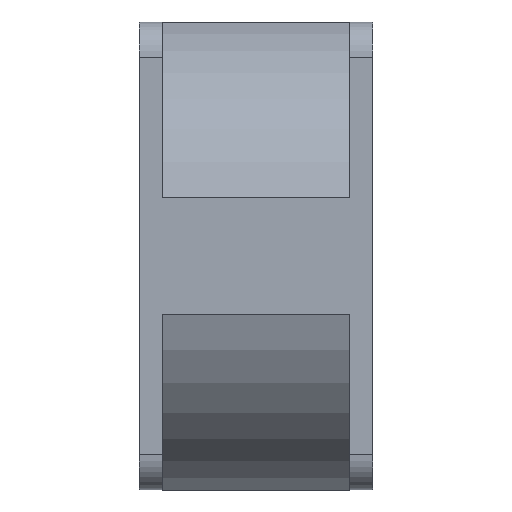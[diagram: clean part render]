
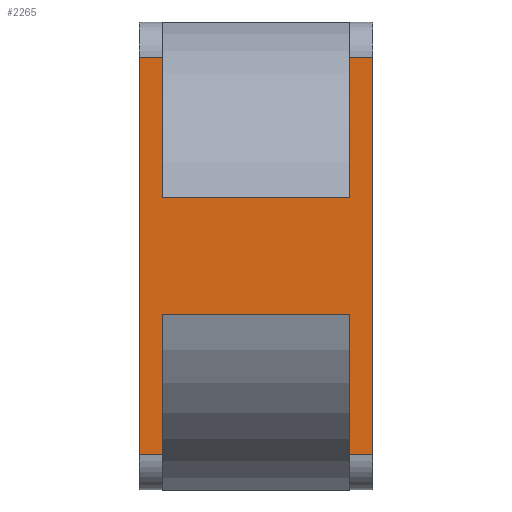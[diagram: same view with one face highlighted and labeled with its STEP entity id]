
A CAD part, left-side view. The second image highlights one B-rep face of the part: STEP entity #2265.
In plain terms, the highlighted planar face has unit normal (-1, 0, 0).
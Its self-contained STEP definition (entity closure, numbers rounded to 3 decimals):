
#207=FACE_OUTER_BOUND('',#349,.T.);
#349=EDGE_LOOP('',(#1915,#1916,#1917,#1918,#1919,#1920,#1921,#1922,#1923,
#1924,#1925,#1926));
#437=LINE('',#3412,#623);
#438=LINE('',#3418,#624);
#450=LINE('',#3461,#636);
#494=LINE('',#3591,#680);
#502=LINE('',#3614,#688);
#510=LINE('',#3643,#696);
#511=LINE('',#3645,#697);
#526=LINE('',#3685,#712);
#529=LINE('',#3696,#715);
#543=LINE('',#3763,#729);
#552=LINE('',#3790,#738);
#553=LINE('',#3792,#739);
#623=VECTOR('',#2725,10.);
#624=VECTOR('',#2730,10.);
#636=VECTOR('',#2774,10.);
#680=VECTOR('',#2900,10.);
#688=VECTOR('',#2922,10.);
#696=VECTOR('',#2954,10.);
#697=VECTOR('',#2957,10.);
#712=VECTOR('',#3008,10.);
#715=VECTOR('',#3019,10.);
#729=VECTOR('',#3091,10.);
#738=VECTOR('',#3124,10.);
#739=VECTOR('',#3127,10.);
#956=VERTEX_POINT('',#3406);
#958=VERTEX_POINT('',#3410);
#959=VERTEX_POINT('',#3414);
#961=VERTEX_POINT('',#3417);
#976=VERTEX_POINT('',#3459);
#1021=VERTEX_POINT('',#3590);
#1028=VERTEX_POINT('',#3611);
#1029=VERTEX_POINT('',#3613);
#1045=VERTEX_POINT('',#3684);
#1049=VERTEX_POINT('',#3694);
#1067=VERTEX_POINT('',#3749);
#1073=VERTEX_POINT('',#3761);
#1193=EDGE_CURVE('',#956,#958,#437,.T.);
#1195=EDGE_CURVE('',#959,#961,#438,.T.);
#1217=EDGE_CURVE('',#959,#976,#450,.T.);
#1283=EDGE_CURVE('',#1021,#956,#494,.T.);
#1295=EDGE_CURVE('',#1029,#1028,#502,.T.);
#1312=EDGE_CURVE('',#1029,#976,#510,.T.);
#1313=EDGE_CURVE('',#1021,#1028,#511,.T.);
#1333=EDGE_CURVE('',#1045,#961,#526,.T.);
#1339=EDGE_CURVE('',#958,#1049,#529,.T.);
#1372=EDGE_CURVE('',#1073,#1067,#543,.T.);
#1388=EDGE_CURVE('',#1067,#1049,#552,.T.);
#1389=EDGE_CURVE('',#1045,#1073,#553,.T.);
#1915=ORIENTED_EDGE('',*,*,#1333,.T.);
#1916=ORIENTED_EDGE('',*,*,#1195,.F.);
#1917=ORIENTED_EDGE('',*,*,#1217,.T.);
#1918=ORIENTED_EDGE('',*,*,#1312,.F.);
#1919=ORIENTED_EDGE('',*,*,#1295,.T.);
#1920=ORIENTED_EDGE('',*,*,#1313,.F.);
#1921=ORIENTED_EDGE('',*,*,#1283,.T.);
#1922=ORIENTED_EDGE('',*,*,#1193,.T.);
#1923=ORIENTED_EDGE('',*,*,#1339,.T.);
#1924=ORIENTED_EDGE('',*,*,#1388,.F.);
#1925=ORIENTED_EDGE('',*,*,#1372,.F.);
#1926=ORIENTED_EDGE('',*,*,#1389,.F.);
#2164=PLANE('',#2512);
#2265=ADVANCED_FACE('',(#207),#2164,.T.);
#2512=AXIS2_PLACEMENT_3D('',#3791,#3125,#3126);
#2725=DIRECTION('',(0.,-1.,0.));
#2730=DIRECTION('',(0.,-1.,0.));
#2774=DIRECTION('',(0.,0.,1.));
#2900=DIRECTION('',(0.,0.,1.));
#2922=DIRECTION('',(0.,0.,-1.));
#2954=DIRECTION('',(0.,-1.,0.));
#2957=DIRECTION('',(0.,1.,0.));
#3008=DIRECTION('',(0.,0.,-1.));
#3019=DIRECTION('',(0.,0.,-1.));
#3091=DIRECTION('',(0.,0.,-1.));
#3124=DIRECTION('',(0.,1.,0.));
#3125=DIRECTION('center_axis',(-1.,0.,0.));
#3126=DIRECTION('ref_axis',(0.,0.,-1.));
#3127=DIRECTION('',(0.,-1.,0.));
#3406=CARTESIAN_POINT('',(-20.,-2.,-5.));
#3410=CARTESIAN_POINT('',(-20.,-18.,-5.));
#3412=CARTESIAN_POINT('',(-20.,-2.,-5.));
#3414=CARTESIAN_POINT('',(-20.,-2.,5.));
#3417=CARTESIAN_POINT('',(-20.,-18.,5.));
#3418=CARTESIAN_POINT('',(-20.,-2.,5.));
#3459=CARTESIAN_POINT('',(-20.,-2.,17.));
#3461=CARTESIAN_POINT('',(-20.,-2.,20.));
#3590=CARTESIAN_POINT('',(-20.,-2.,-17.));
#3591=CARTESIAN_POINT('',(-20.,-2.,20.));
#3611=CARTESIAN_POINT('',(-20.,0.,-17.));
#3613=CARTESIAN_POINT('',(-20.,0.,17.));
#3614=CARTESIAN_POINT('',(-20.,0.,20.));
#3643=CARTESIAN_POINT('',(-20.,0.,17.));
#3645=CARTESIAN_POINT('',(-20.,0.,-17.));
#3684=CARTESIAN_POINT('',(-20.,-18.,17.));
#3685=CARTESIAN_POINT('',(-20.,-18.,20.));
#3694=CARTESIAN_POINT('',(-20.,-18.,-17.));
#3696=CARTESIAN_POINT('',(-20.,-18.,20.));
#3749=CARTESIAN_POINT('',(-20.,-20.,-17.));
#3761=CARTESIAN_POINT('',(-20.,-20.,17.));
#3763=CARTESIAN_POINT('',(-20.,-20.,20.));
#3790=CARTESIAN_POINT('',(-20.,0.,-17.));
#3791=CARTESIAN_POINT('Origin',(-20.,0.,20.));
#3792=CARTESIAN_POINT('',(-20.,0.,17.));
